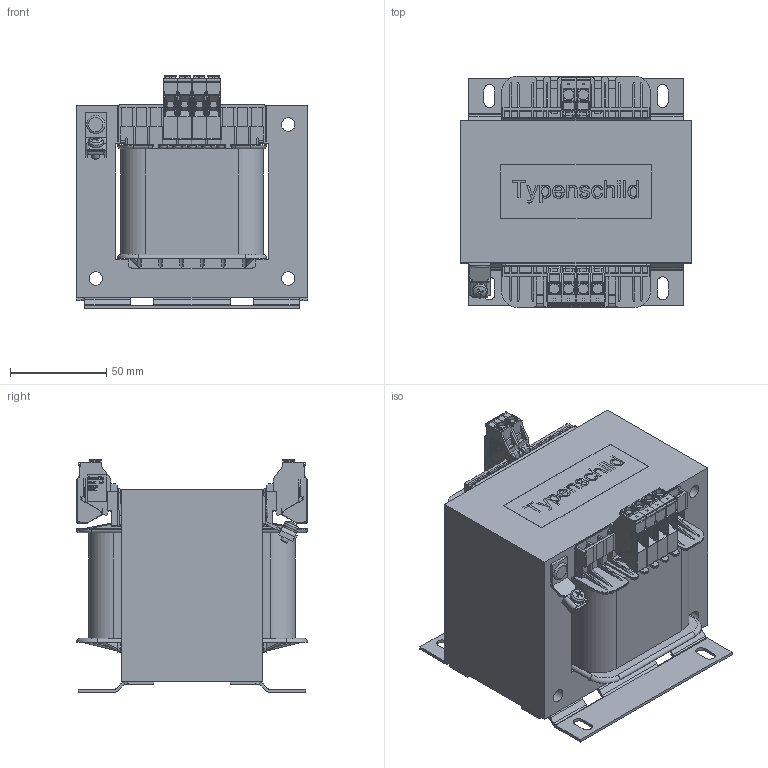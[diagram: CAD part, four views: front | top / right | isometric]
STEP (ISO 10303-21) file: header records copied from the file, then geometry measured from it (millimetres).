
FILE_DESCRIPTION(/* description */ (''),/* implementation_level */ '2;1');
FILE_NAME(/* name */ 'STEZ0,5 100-690V_42V.stp',/* time_stamp */ '2023-09-20T09:35:16+02:00',/* author */ ('EnneJ'),/* organization */ (''),/* preprocessor_version */ 'ST-DEVELOPER v19.2',/* originating_system */ 'Autodesk Inventor 2023',/* authorisation */ '');
FILE_SCHEMA (('AUTOMOTIVE_DESIGN { 1 0 10303 214 3 1 1 }'));
Products named in the file (12): X0001 STEZ 002; Erdung 45°; Bauteil2; erd 90 001; M4-8; DIN7337 A4,8x16; Bauteil28; 1; Norm (DIN); FUP_EI120; 1222_TKS_4_1; Leistungsschild 78x28
Assembly tree (17 placements, depth 3):
  X0001 STEZ 002
    Erdung 45°
      Bauteil2
      erd 90 001
      M4-8
    DIN7337 A4,8x16
    Bauteil28
    1
    Norm (DIN)
    FUP_EI120  x2
    1222_TKS_4_1  x6
    Leistungsschild 78x28
Bounding box: 120.3 x 120 x 121 mm (x, y, z)
Volume: 1020289.2 mm3; surface area: 230176.9 mm2
Topology: 16 solids, 16 shells, 9353 faces, 26270 edges, 17206 vertices
Faces by surface type: plane 7853, cylinder 980, bspline 309, torus 198, cone 12, sphere 1
Full cylindrical faces by diameter (mm): 3.242 x1, 3.621 x1, 4 x2, 4.5 x1, 4.8 x1, 5 x1, 7 x4, 9.5 x1
Entity records: 86328 total; most frequent: CARTESIAN_POINT 18834, ORIENTED_EDGE 14558, DIRECTION 12998, EDGE_CURVE 7279, LINE 6126, VECTOR 6126, VERTEX_POINT 4765, AXIS2_PLACEMENT_3D 3436
